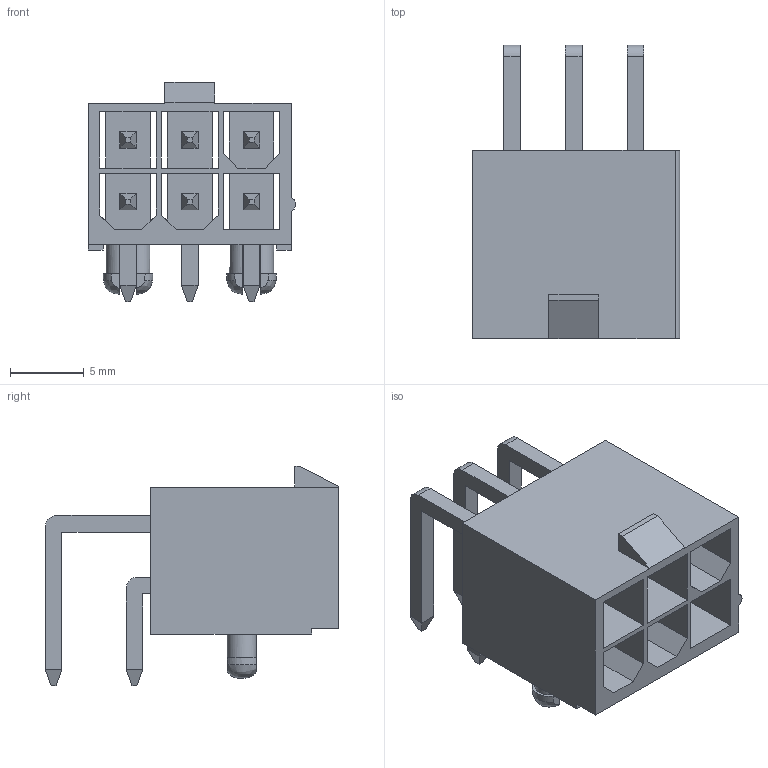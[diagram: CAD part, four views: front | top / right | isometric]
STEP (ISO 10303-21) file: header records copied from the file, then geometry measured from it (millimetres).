
FILE_DESCRIPTION(/* description */ ('Unknown'),/* implementation_level */ '2;1');
FILE_NAME(/* name */ '649006227222',/* time_stamp */ '2019-08-14T15:31:48+02:00',/* author */ ('Unknown'),/* organization */ ('Unknown'),/* preprocessor_version */ 'ST-DEVELOPER v16.7',/* originating_system */ 'DEX',/* authorisation */ $);
FILE_SCHEMA (('AUTOMOTIVE_DESIGN {1 0 10303 214 3 1 1}'));
Length unit declared in the file: millimetre
Products named in the file (4): 6490xx227222; 649006227222; 6490xx227222_PIN; 6490xx227222_PIN_BIS
Assembly tree (7 placements, depth 2):
  6490xx227222
    649006227222
    6490xx227222_PIN  x3
    6490xx227222_PIN_BIS  x3
Bounding box: 14.1 x 19.97 x 14.9 mm (x, y, z)
Volume: 967.7 mm3; surface area: 2759.2 mm2
Topology: 7 solids, 7 shells, 264 faces, 669 edges, 420 vertices
Faces by surface type: plane 241, bspline 12, cylinder 11
Entity records: 6505 total; most frequent: CARTESIAN_POINT 1585, ORIENTED_EDGE 1042, DIRECTION 867, EDGE_CURVE 521, LINE 463, VECTOR 463, VERTEX_POINT 332, EDGE_LOOP 233
